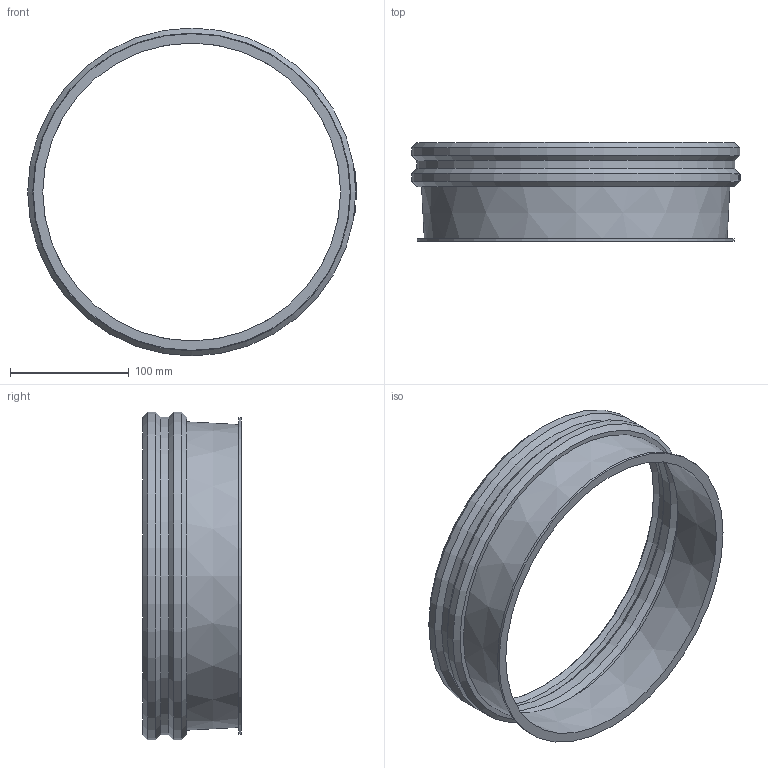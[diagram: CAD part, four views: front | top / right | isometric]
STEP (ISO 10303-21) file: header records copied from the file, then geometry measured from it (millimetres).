
FILE_DESCRIPTION(/* description */ (''),/* implementation_level */ '2;1');
FILE_NAME(/* name */ '20043 BFM Spigot 250mm 304SS with Jacobs Lip ENG-159570 v1.step',/* time_stamp */ '2023-08-03T14:41:51+12:00',/* author */ (''),/* organization */ (''),/* preprocessor_version */ 'ST-DEVELOPER v20',/* originating_system */ 'Autodesk Translation Framework v12.9.0.99',/* authorisation */ '');
FILE_SCHEMA (('AUTOMOTIVE_DESIGN { 1 0 10303 214 3 1 1 }'));
Length unit declared in the file: millimetre
Products named in the file (1): 20043 BFM Spigot 250mm 304SS with Jacobs Lip ENG-159570
Bounding box: 276.5 x 82.98 x 276 mm (x, y, z)
Volume: 163952.7 mm3; surface area: 167380.8 mm2
Topology: 1 solids, 1 shells, 252 faces, 661 edges, 436 vertices
Faces by surface type: plane 129, bspline 82, cylinder 30, cone 11
Full cylindrical faces by diameter (mm): 263.5 x1, 266.623 x1, 267.5 x1, 272 x2, 276 x2
Entity records: 10235 total; most frequent: CARTESIAN_POINT 4328, ORIENTED_EDGE 1322, DIRECTION 1031, EDGE_CURVE 661, VERTEX_POINT 436, LINE 349, VECTOR 349, AXIS2_PLACEMENT_3D 341
